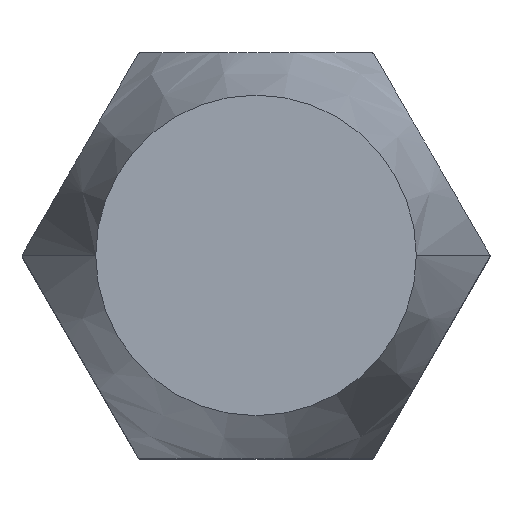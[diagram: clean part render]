
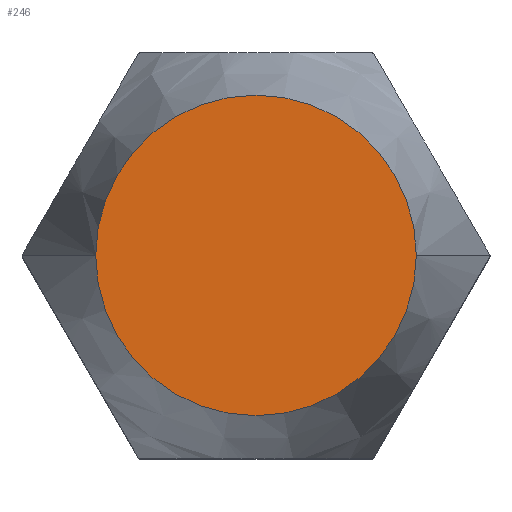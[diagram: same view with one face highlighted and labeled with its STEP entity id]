
A CAD part, top view. The second image highlights one B-rep face of the part: STEP entity #246.
In plain terms, the highlighted planar face has unit normal (0, 0, 1).
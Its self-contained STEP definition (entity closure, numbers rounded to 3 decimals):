
#246=ADVANCED_FACE('',(#535),#536,.T.);
#252=EDGE_CURVE('',#334,#384,#542,.T.);
#334=VERTEX_POINT('',#629);
#384=VERTEX_POINT('',#681);
#400=EDGE_CURVE('',#384,#334,#698,.T.);
#535=FACE_OUTER_BOUND('',#865,.T.);
#536=PLANE('',#866);
#542=CIRCLE('',#874,7.5);
#629=CARTESIAN_POINT('',(7.5,0.,25.0));
#681=CARTESIAN_POINT('',(-7.5,0.,25.0));
#698=CIRCLE('',#1127,7.5);
#865=EDGE_LOOP('',(#1335,#1336));
#866=AXIS2_PLACEMENT_3D('',#1337,#1338,#1339);
#874=AXIS2_PLACEMENT_3D('',#1343,#1344,#1345);
#1127=AXIS2_PLACEMENT_3D('',#1470,#1471,#1472);
#1335=ORIENTED_EDGE('',*,*,#400,.T.);
#1336=ORIENTED_EDGE('',*,*,#252,.T.);
#1337=CARTESIAN_POINT('',(-3.75,0.,25.0));
#1338=DIRECTION('',(0.0,0.0,1.0));
#1339=DIRECTION('',(-1.0,0.,0.0));
#1343=CARTESIAN_POINT('',(0.,0.,25.0));
#1344=DIRECTION('',(0.0,0.0,1.0));
#1345=DIRECTION('',(-1.0,0.,0.0));
#1470=CARTESIAN_POINT('',(0.,0.,25.0));
#1471=DIRECTION('',(0.0,0.0,1.0));
#1472=DIRECTION('',(-1.0,0.,0.0));
